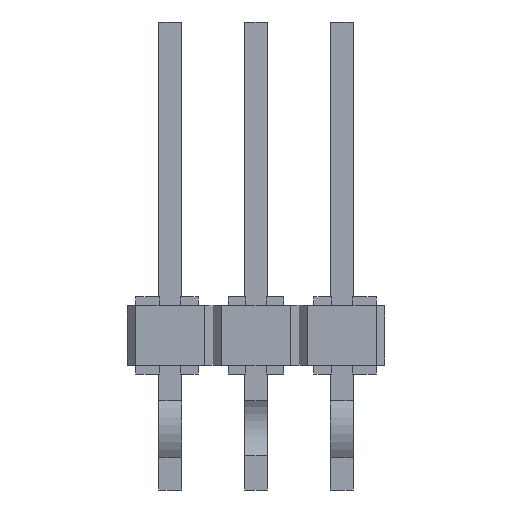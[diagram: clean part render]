
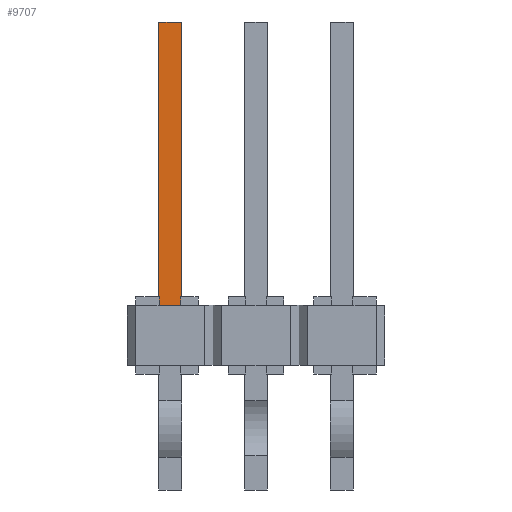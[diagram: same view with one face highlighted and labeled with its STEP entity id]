
A CAD part, front view. The second image highlights one B-rep face of the part: STEP entity #9707.
In plain terms, the highlighted planar face has unit normal (0, -1, 0).
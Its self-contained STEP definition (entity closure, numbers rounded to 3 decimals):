
#1311 = PLANE('',#1312);
#1312 = AXIS2_PLACEMENT_3D('',#1313,#1314,#1315);
#1313 = CARTESIAN_POINT('',(-3.556,-0.991,2.14));
#1314 = DIRECTION('',(0.,0.,1.));
#1315 = DIRECTION('',(0.,-1.,0.));
#3554 = VERTEX_POINT('',#3555);
#3555 = CARTESIAN_POINT('',(-2.203,-0.337,2.14));
#3569 = PLANE('',#3570);
#3570 = AXIS2_PLACEMENT_3D('',#3571,#3572,#3573);
#3571 = CARTESIAN_POINT('',(-2.203,0.,0.108));
#3572 = DIRECTION('',(-1.,0.,0.));
#3573 = DIRECTION('',(0.,-1.,0.));
#3610 = VERTEX_POINT('',#3611);
#3611 = CARTESIAN_POINT('',(-2.877,-0.337,2.14));
#3625 = PLANE('',#3626);
#3626 = AXIS2_PLACEMENT_3D('',#3627,#3628,#3629);
#3627 = CARTESIAN_POINT('',(-2.877,0.,0.108));
#3628 = DIRECTION('',(-1.,0.,0.));
#3629 = DIRECTION('',(0.,-1.,0.));
#3637 = EDGE_CURVE('',#3554,#3610,#3638,.T.);
#3638 = SURFACE_CURVE('',#3639,(#3643,#3650),.PCURVE_S1.);
#3639 = LINE('',#3640,#3641);
#3640 = CARTESIAN_POINT('',(-2.203,-0.337,2.14));
#3641 = VECTOR('',#3642,1.);
#3642 = DIRECTION('',(-1.,0.,0.));
#3643 = PCURVE('',#1311,#3644);
#3644 = DEFINITIONAL_REPRESENTATION('',(#3645),#3649);
#3645 = LINE('',#3646,#3647);
#3646 = CARTESIAN_POINT('',(-0.654,1.353));
#3647 = VECTOR('',#3648,1.);
#3648 = DIRECTION('',(0.,-1.));
#3649 = ( GEOMETRIC_REPRESENTATION_CONTEXT(2) 
PARAMETRIC_REPRESENTATION_CONTEXT() REPRESENTATION_CONTEXT('2D SPACE',''
  ) );
#3650 = PCURVE('',#3651,#3656);
#3651 = PLANE('',#3652);
#3652 = AXIS2_PLACEMENT_3D('',#3653,#3654,#3655);
#3653 = CARTESIAN_POINT('',(-2.203,-0.337,2.14));
#3654 = DIRECTION('',(0.,-1.,0.));
#3655 = DIRECTION('',(0.,0.,1.));
#3656 = DEFINITIONAL_REPRESENTATION('',(#3657),#3661);
#3657 = LINE('',#3658,#3659);
#3658 = CARTESIAN_POINT('',(0.,0.));
#3659 = VECTOR('',#3660,1.);
#3660 = DIRECTION('',(0.,1.));
#3661 = ( GEOMETRIC_REPRESENTATION_CONTEXT(2) 
PARAMETRIC_REPRESENTATION_CONTEXT() REPRESENTATION_CONTEXT('2D SPACE',''
  ) );
#9398 = EDGE_CURVE('',#3554,#9399,#9401,.T.);
#9399 = VERTEX_POINT('',#9400);
#9400 = CARTESIAN_POINT('',(-2.203,-0.337,10.522));
#9401 = SURFACE_CURVE('',#9402,(#9406,#9413),.PCURVE_S1.);
#9402 = LINE('',#9403,#9404);
#9403 = CARTESIAN_POINT('',(-2.203,-0.337,2.14));
#9404 = VECTOR('',#9405,1.);
#9405 = DIRECTION('',(0.,0.,1.));
#9406 = PCURVE('',#3569,#9407);
#9407 = DEFINITIONAL_REPRESENTATION('',(#9408),#9412);
#9408 = LINE('',#9409,#9410);
#9409 = CARTESIAN_POINT('',(0.337,2.032));
#9410 = VECTOR('',#9411,1.);
#9411 = DIRECTION('',(0.,1.));
#9412 = ( GEOMETRIC_REPRESENTATION_CONTEXT(2) 
PARAMETRIC_REPRESENTATION_CONTEXT() REPRESENTATION_CONTEXT('2D SPACE',''
  ) );
#9413 = PCURVE('',#3651,#9414);
#9414 = DEFINITIONAL_REPRESENTATION('',(#9415),#9419);
#9415 = LINE('',#9416,#9417);
#9416 = CARTESIAN_POINT('',(0.,0.));
#9417 = VECTOR('',#9418,1.);
#9418 = DIRECTION('',(1.,0.));
#9419 = ( GEOMETRIC_REPRESENTATION_CONTEXT(2) 
PARAMETRIC_REPRESENTATION_CONTEXT() REPRESENTATION_CONTEXT('2D SPACE',''
  ) );
#9437 = PLANE('',#9438);
#9438 = AXIS2_PLACEMENT_3D('',#9439,#9440,#9441);
#9439 = CARTESIAN_POINT('',(-2.203,-0.337,10.522));
#9440 = DIRECTION('',(0.,0.,1.));
#9441 = DIRECTION('',(0.,1.,0.));
#9707 = ADVANCED_FACE('',(#9708),#3651,.T.);
#9708 = FACE_BOUND('',#9709,.F.);
#9709 = EDGE_LOOP('',(#9710,#9711,#9734,#9755));
#9710 = ORIENTED_EDGE('',*,*,#3637,.T.);
#9711 = ORIENTED_EDGE('',*,*,#9712,.T.);
#9712 = EDGE_CURVE('',#3610,#9713,#9715,.T.);
#9713 = VERTEX_POINT('',#9714);
#9714 = CARTESIAN_POINT('',(-2.877,-0.337,10.522));
#9715 = SURFACE_CURVE('',#9716,(#9720,#9727),.PCURVE_S1.);
#9716 = LINE('',#9717,#9718);
#9717 = CARTESIAN_POINT('',(-2.877,-0.337,2.14));
#9718 = VECTOR('',#9719,1.);
#9719 = DIRECTION('',(0.,0.,1.));
#9720 = PCURVE('',#3651,#9721);
#9721 = DEFINITIONAL_REPRESENTATION('',(#9722),#9726);
#9722 = LINE('',#9723,#9724);
#9723 = CARTESIAN_POINT('',(0.,0.673));
#9724 = VECTOR('',#9725,1.);
#9725 = DIRECTION('',(1.,0.));
#9726 = ( GEOMETRIC_REPRESENTATION_CONTEXT(2) 
PARAMETRIC_REPRESENTATION_CONTEXT() REPRESENTATION_CONTEXT('2D SPACE',''
  ) );
#9727 = PCURVE('',#3625,#9728);
#9728 = DEFINITIONAL_REPRESENTATION('',(#9729),#9733);
#9729 = LINE('',#9730,#9731);
#9730 = CARTESIAN_POINT('',(0.337,2.032));
#9731 = VECTOR('',#9732,1.);
#9732 = DIRECTION('',(0.,1.));
#9733 = ( GEOMETRIC_REPRESENTATION_CONTEXT(2) 
PARAMETRIC_REPRESENTATION_CONTEXT() REPRESENTATION_CONTEXT('2D SPACE',''
  ) );
#9734 = ORIENTED_EDGE('',*,*,#9735,.F.);
#9735 = EDGE_CURVE('',#9399,#9713,#9736,.T.);
#9736 = SURFACE_CURVE('',#9737,(#9741,#9748),.PCURVE_S1.);
#9737 = LINE('',#9738,#9739);
#9738 = CARTESIAN_POINT('',(-2.203,-0.337,10.522));
#9739 = VECTOR('',#9740,1.);
#9740 = DIRECTION('',(-1.,0.,0.));
#9741 = PCURVE('',#3651,#9742);
#9742 = DEFINITIONAL_REPRESENTATION('',(#9743),#9747);
#9743 = LINE('',#9744,#9745);
#9744 = CARTESIAN_POINT('',(8.382,0.));
#9745 = VECTOR('',#9746,1.);
#9746 = DIRECTION('',(0.,1.));
#9747 = ( GEOMETRIC_REPRESENTATION_CONTEXT(2) 
PARAMETRIC_REPRESENTATION_CONTEXT() REPRESENTATION_CONTEXT('2D SPACE',''
  ) );
#9748 = PCURVE('',#9437,#9749);
#9749 = DEFINITIONAL_REPRESENTATION('',(#9750),#9754);
#9750 = LINE('',#9751,#9752);
#9751 = CARTESIAN_POINT('',(0.,0.));
#9752 = VECTOR('',#9753,1.);
#9753 = DIRECTION('',(0.,1.));
#9754 = ( GEOMETRIC_REPRESENTATION_CONTEXT(2) 
PARAMETRIC_REPRESENTATION_CONTEXT() REPRESENTATION_CONTEXT('2D SPACE',''
  ) );
#9755 = ORIENTED_EDGE('',*,*,#9398,.F.);
